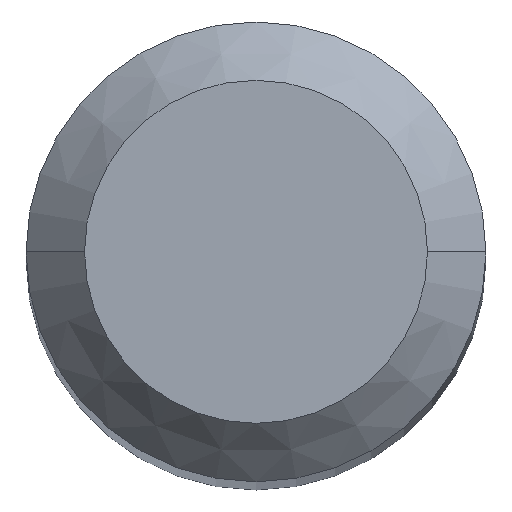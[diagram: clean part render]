
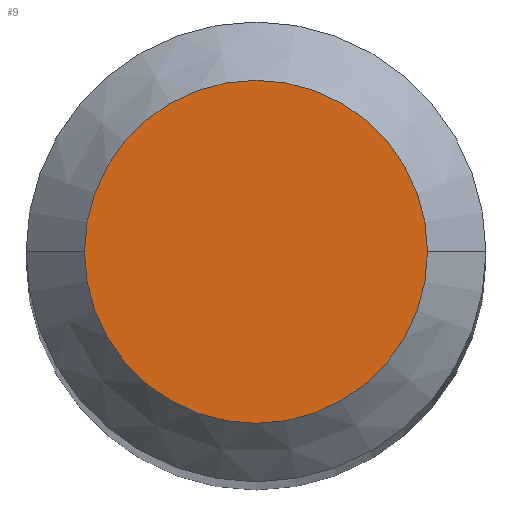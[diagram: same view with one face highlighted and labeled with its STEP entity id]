
A CAD part, top view. The second image highlights one B-rep face of the part: STEP entity #9.
In plain terms, the highlighted planar face has unit normal (0, 0, 1).
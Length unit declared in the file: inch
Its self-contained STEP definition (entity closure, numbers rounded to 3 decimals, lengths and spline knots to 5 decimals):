
#8 = CIRCLE ( 'NONE', #317, 0.04405 ) ;
#9 = ADVANCED_FACE ( 'NONE', ( #135 ), #66, .T. ) ;
#14 = VERTEX_POINT ( 'NONE', #16 ) ;
#16 = CARTESIAN_POINT ( 'NONE',  ( -0.04405, 0., 1.49606 ) ) ;
#18 = DIRECTION ( 'NONE',  ( 1., 0., 0. ) ) ;
#21 = CARTESIAN_POINT ( 'NONE',  ( 0.04405, 0., 1.49606 ) ) ;
#26 = DIRECTION ( 'NONE',  ( 0., 0., 1. ) ) ;
#66 = PLANE ( 'NONE',  #248 ) ;
#84 = DIRECTION ( 'NONE',  ( 0., 0., 1. ) ) ;
#88 = CIRCLE ( 'NONE', #204, 0.04405 ) ;
#91 = CARTESIAN_POINT ( 'NONE',  ( 0., 0., 1.49606 ) ) ;
#122 = DIRECTION ( 'NONE',  ( 0., 0., 1. ) ) ;
#135 = FACE_OUTER_BOUND ( 'NONE', #187, .T. ) ;
#147 = CARTESIAN_POINT ( 'NONE',  ( 0., 0., 1.49606 ) ) ;
#171 = DIRECTION ( 'NONE',  ( 1., 0., 0. ) ) ;
#187 = EDGE_LOOP ( 'NONE', ( #264, #240 ) ) ;
#204 = AXIS2_PLACEMENT_3D ( 'NONE', #289, #26, #311 ) ;
#231 = EDGE_CURVE ( 'NONE', #235, #14, #88, .T. ) ;
#235 = VERTEX_POINT ( 'NONE', #21 ) ;
#240 = ORIENTED_EDGE ( 'NONE', *, *, #231, .T. ) ;
#248 = AXIS2_PLACEMENT_3D ( 'NONE', #91, #84, #18 ) ;
#264 = ORIENTED_EDGE ( 'NONE', *, *, #322, .T. ) ;
#289 = CARTESIAN_POINT ( 'NONE',  ( 0., 0., 1.49606 ) ) ;
#311 = DIRECTION ( 'NONE',  ( 1., 0., 0. ) ) ;
#317 = AXIS2_PLACEMENT_3D ( 'NONE', #147, #122, #171 ) ;
#322 = EDGE_CURVE ( 'NONE', #14, #235, #8, .T. ) ;
